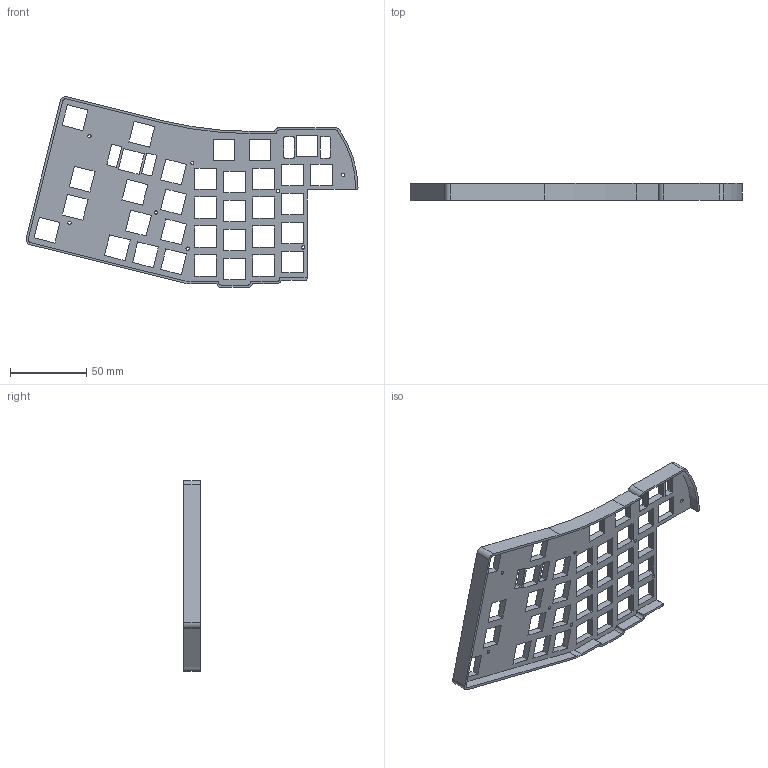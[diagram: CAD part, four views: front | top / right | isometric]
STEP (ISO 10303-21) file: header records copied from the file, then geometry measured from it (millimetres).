
FILE_DESCRIPTION(/* description */ (''),/* implementation_level */ '2;1');
FILE_NAME(/* name */ 'Case left.step',/* time_stamp */ '2024-03-07T12:05:19+01:00',/* author */ (''),/* organization */ (''),/* preprocessor_version */ 'ST-DEVELOPER v20',/* originating_system */ 'Autodesk Translation Framework v12.20.1.177',/* authorisation */ '');
FILE_SCHEMA (('AUTOMOTIVE_DESIGN { 1 0 10303 214 3 1 1 }'));
Length unit declared in the file: millimetre
Products named in the file (1): Case
Bounding box: 218.2 x 11.1 x 125.39 mm (x, y, z)
Volume: 58603.3 mm3; surface area: 42881.8 mm2
Topology: 1 solids, 1 shells, 228 faces, 677 edges, 451 vertices
Faces by surface type: plane 181, cylinder 47
Full cylindrical faces by diameter (mm): 2.2 x8
Entity records: 7791 total; most frequent: CARTESIAN_POINT 1357, ORIENTED_EDGE 1354, DIRECTION 1229, EDGE_CURVE 677, LINE 583, VECTOR 583, VERTEX_POINT 451, AXIS2_PLACEMENT_3D 323
